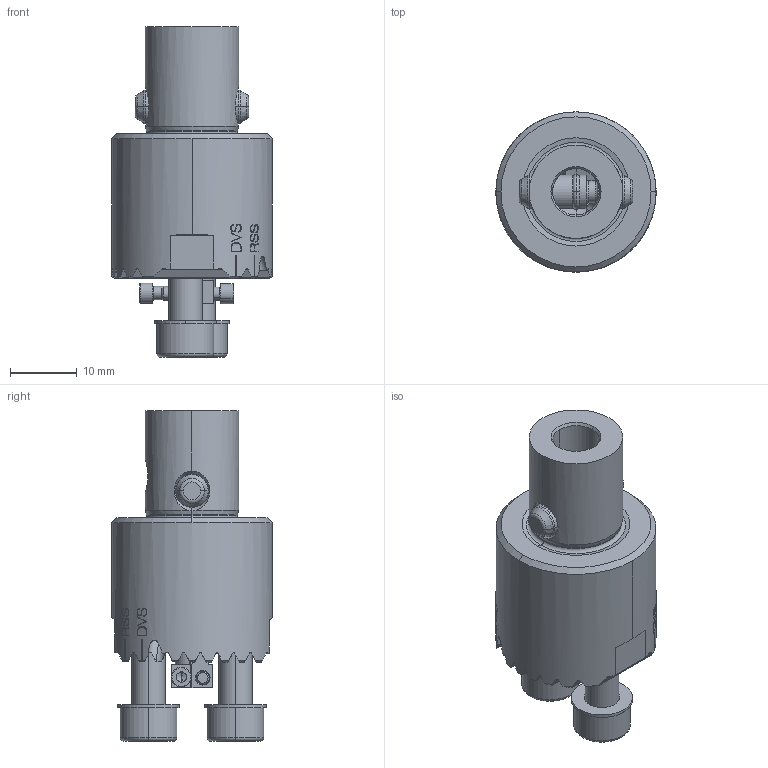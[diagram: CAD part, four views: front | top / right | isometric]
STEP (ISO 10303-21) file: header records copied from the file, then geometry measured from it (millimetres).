
FILE_DESCRIPTION(('no description'),'unknown implementation level');
FILE_NAME('3B6E2E3A-984C-417C-9A30-2FAA097CB64F_export.stp',' ',('CIMSOURCE GmbH'),('CADClick - KiM GmbH - www.kimweb.de'),'unknown preprocess','ACIS','unknown authorization');
FILE_SCHEMA(('automotive_design'));
Length unit declared in the file: millimetre
Products named in the file (11): 319.201 Kaiser SW25-33(40)xCK2|690.192 Kaiser ETL M2x8.8 spez;Linear austragen1; 319.201 Kaiser SW25-33(40)xCK2|690.186 Kaiser ETL M2.5x10;Schnitt-Linear austragen2; 319.201 Kaiser SW25-33(40)xCK2|319.250 Kaiser ETL SW25;Fase1; 319.201 Kaiser SW25-33(40)xCK2|319.230 Kaiser SW25xCK2;Kreismuster10; 319.201 Kaiser SW25-33(40)xCK2|690.157 Kaiser ETL M5 X 16A;Verrundung1; 319.201 Kaiser SW25-33(40)xCK2|693.176 Kaiser ETL �5,3_9,2L_gespannt;Rotation1; 319.201 Kaiser SW25-33(40)xCK2|691.502 Kaiser ETL D5 X 17K|692.271 O-Ring;Rotation1; 319.201 Kaiser SW25-33(40)xCK2|691.502 Kaiser ETL D5 X 17K|691.522 Mitnehmerbolzen;Rotation1
Bounding box: 24 x 24 x 49.5 mm (x, y, z)
Volume: 11877.2 mm3; surface area: 7076.3 mm2
Topology: 11 solids, 11 shells, 676 faces, 1740 edges, 1100 vertices
Faces by surface type: plane 246, cylinder 172, bspline 124, cone 88, torus 40, sphere 6
Entity records: 67104 total; most frequent: CARTESIAN_POINT 31944, STYLED_ITEM 3511, PRESENTATION_STYLE_ASSIGNMENT 3511, COLOUR_RGB 3511, ORIENTED_EDGE 3448, DIRECTION 2871, EDGE_CURVE 1724, CURVE_STYLE 1724
